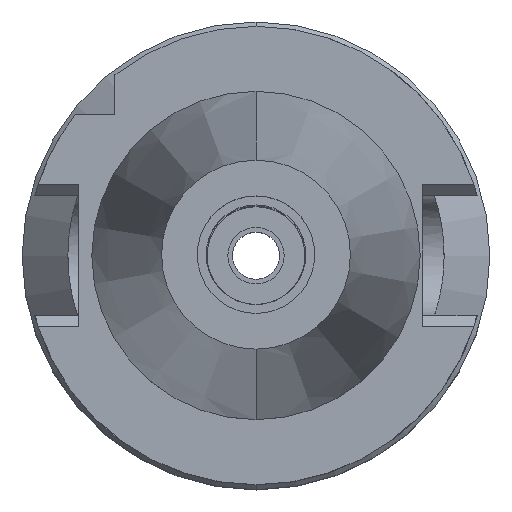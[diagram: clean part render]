
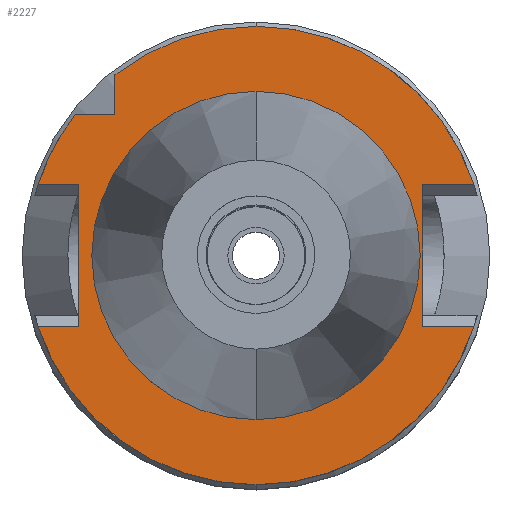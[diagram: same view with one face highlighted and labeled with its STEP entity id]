
A CAD part, top view. The second image highlights one B-rep face of the part: STEP entity #2227.
In plain terms, the highlighted planar face has unit normal (0, 0, 1).
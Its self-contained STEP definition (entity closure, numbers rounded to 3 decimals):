
#108=DIRECTION('',(-1.,0.,0.));
#109=VECTOR('',#108,8.669);
#110=CARTESIAN_POINT('',(-37.7,15.05,-1.5));
#111=LINE('',#110,#109);
#115=CARTESIAN_POINT('',(0.,0.,-1.5));
#116=DIRECTION('',(0.,0.,-1.));
#117=DIRECTION('',(-0.951,0.309,0.));
#118=AXIS2_PLACEMENT_3D('',#115,#116,#117);
#123=DIRECTION('',(0.,1.,0.));
#124=VECTOR('',#123,8.426);
#125=CARTESIAN_POINT('',(-30.,30.,-1.5));
#126=LINE('',#125,#124);
#130=CARTESIAN_POINT('',(0.,0.,-1.5));
#131=DIRECTION('',(0.,0.,-1.));
#132=DIRECTION('',(-0.615,0.788,0.));
#133=AXIS2_PLACEMENT_3D('',#130,#131,#132);
#138=CARTESIAN_POINT('',(0.,0.,-1.5));
#139=DIRECTION('',(0.,0.,-1.));
#140=DIRECTION('',(0.,1.,0.));
#141=AXIS2_PLACEMENT_3D('',#138,#139,#140);
#146=DIRECTION('',(0.,-1.,0.));
#147=VECTOR('',#146,30.1);
#148=CARTESIAN_POINT('',(35.5,15.05,-1.5));
#149=LINE('',#148,#147);
#153=DIRECTION('',(1.,0.,0.));
#154=VECTOR('',#153,10.869);
#155=CARTESIAN_POINT('',(35.5,-15.05,-1.5));
#156=LINE('',#155,#154);
#160=CARTESIAN_POINT('',(0.,0.,-1.5));
#161=DIRECTION('',(0.,0.,-1.));
#162=DIRECTION('',(0.951,-0.309,0.));
#163=AXIS2_PLACEMENT_3D('',#160,#161,#162);
#168=CARTESIAN_POINT('',(0.,0.,-1.5));
#169=DIRECTION('',(0.,0.,-1.));
#170=DIRECTION('',(0.,-1.,0.));
#171=AXIS2_PLACEMENT_3D('',#168,#169,#170);
#176=CARTESIAN_POINT('',(0.,0.,-1.5));
#177=DIRECTION('',(0.,0.,1.));
#178=DIRECTION('',(0.,-1.,0.));
#179=AXIS2_PLACEMENT_3D('',#176,#177,#178);
#184=CARTESIAN_POINT('',(0.,0.,-1.5));
#185=DIRECTION('',(0.,0.,1.));
#186=DIRECTION('',(0.,1.,0.));
#187=AXIS2_PLACEMENT_3D('',#184,#185,#186);
#192=DIRECTION('',(0.,-1.,0.));
#193=VECTOR('',#192,30.1);
#194=CARTESIAN_POINT('',(-37.7,15.05,-1.5));
#195=LINE('',#194,#193);
#244=DIRECTION('',(-1.,0.,0.));
#245=VECTOR('',#244,8.669);
#246=CARTESIAN_POINT('',(-37.7,-15.05,-1.5));
#247=LINE('',#246,#245);
#758=DIRECTION('',(1.,0.,0.));
#759=VECTOR('',#758,10.869);
#760=CARTESIAN_POINT('',(35.5,15.05,-1.5));
#761=LINE('',#760,#759);
#993=DIRECTION('',(-1.,0.,0.));
#994=VECTOR('',#993,8.426);
#995=CARTESIAN_POINT('',(-30.,30.,-1.5));
#996=LINE('',#995,#994);
#1801=CARTESIAN_POINT('',(0.,34.925,-1.5));
#1802=VERTEX_POINT('',#1801);
#1803=CARTESIAN_POINT('',(0.,-34.925,-1.5));
#1804=VERTEX_POINT('',#1803);
#1805=CARTESIAN_POINT('',(-37.7,15.05,-1.5));
#1806=CARTESIAN_POINT('',(-37.7,-15.05,-1.5));
#1807=VERTEX_POINT('',#1805);
#1808=VERTEX_POINT('',#1806);
#1809=CARTESIAN_POINT('',(-46.369,15.05,-1.5));
#1810=VERTEX_POINT('',#1809);
#1811=CARTESIAN_POINT('',(-38.426,30.,-1.5));
#1812=VERTEX_POINT('',#1811);
#1813=CARTESIAN_POINT('',(-30.,30.,-1.5));
#1814=VERTEX_POINT('',#1813);
#1815=CARTESIAN_POINT('',(-30.,38.426,-1.5));
#1816=VERTEX_POINT('',#1815);
#1817=CARTESIAN_POINT('',(0.,48.75,-1.5));
#1818=CARTESIAN_POINT('',(46.369,15.05,-1.5));
#1819=VERTEX_POINT('',#1817);
#1820=VERTEX_POINT('',#1818);
#1821=CARTESIAN_POINT('',(35.5,15.05,-1.5));
#1822=VERTEX_POINT('',#1821);
#1823=CARTESIAN_POINT('',(35.5,-15.05,-1.5));
#1824=VERTEX_POINT('',#1823);
#1825=CARTESIAN_POINT('',(46.369,-15.05,-1.5));
#1826=VERTEX_POINT('',#1825);
#1827=CARTESIAN_POINT('',(0.,-48.75,-1.5));
#1828=CARTESIAN_POINT('',(-46.369,-15.05,-1.5));
#1829=VERTEX_POINT('',#1827);
#1830=VERTEX_POINT('',#1828);
#2190=CARTESIAN_POINT('',(0.,0.,-1.5));
#2191=DIRECTION('',(0.,0.,1.));
#2192=DIRECTION('',(0.,1.,0.));
#2193=AXIS2_PLACEMENT_3D('',#2190,#2191,#2192);
#2194=PLANE('',#2193);
#2196=ORIENTED_EDGE('',*,*,#2195,.F.);
#2198=ORIENTED_EDGE('',*,*,#2197,.T.);
#2200=ORIENTED_EDGE('',*,*,#2199,.T.);
#2202=ORIENTED_EDGE('',*,*,#2201,.F.);
#2204=ORIENTED_EDGE('',*,*,#2203,.T.);
#2206=ORIENTED_EDGE('',*,*,#2205,.T.);
#2208=ORIENTED_EDGE('',*,*,#2207,.T.);
#2210=ORIENTED_EDGE('',*,*,#2209,.F.);
#2212=ORIENTED_EDGE('',*,*,#2211,.T.);
#2214=ORIENTED_EDGE('',*,*,#2213,.T.);
#2216=ORIENTED_EDGE('',*,*,#2215,.T.);
#2218=ORIENTED_EDGE('',*,*,#2217,.T.);
#2220=ORIENTED_EDGE('',*,*,#2219,.F.);
#2221=EDGE_LOOP('',(#2196,#2198,#2200,#2202,#2204,#2206,#2208,#2210,#2212,#2214,
#2216,#2218,#2220));
#2222=FACE_OUTER_BOUND('',#2221,.F.);
#2223=ORIENTED_EDGE('',*,*,#2169,.T.);
#2224=ORIENTED_EDGE('',*,*,#2185,.T.);
#2225=EDGE_LOOP('',(#2223,#2224));
#2226=FACE_BOUND('',#2225,.F.);
#119=CIRCLE('',#118,48.75);
#134=CIRCLE('',#133,48.75);
#142=CIRCLE('',#141,48.75);
#164=CIRCLE('',#163,48.75);
#172=CIRCLE('',#171,48.75);
#180=CIRCLE('',#179,34.925);
#188=CIRCLE('',#187,34.925);
#2169=EDGE_CURVE('',#1804,#1802,#180,.T.);
#2185=EDGE_CURVE('',#1802,#1804,#188,.T.);
#2195=EDGE_CURVE('',#1807,#1808,#195,.T.);
#2197=EDGE_CURVE('',#1807,#1810,#111,.T.);
#2199=EDGE_CURVE('',#1810,#1812,#119,.T.);
#2201=EDGE_CURVE('',#1814,#1812,#996,.T.);
#2203=EDGE_CURVE('',#1814,#1816,#126,.T.);
#2205=EDGE_CURVE('',#1816,#1819,#134,.T.);
#2207=EDGE_CURVE('',#1819,#1820,#142,.T.);
#2209=EDGE_CURVE('',#1822,#1820,#761,.T.);
#2211=EDGE_CURVE('',#1822,#1824,#149,.T.);
#2213=EDGE_CURVE('',#1824,#1826,#156,.T.);
#2215=EDGE_CURVE('',#1826,#1829,#164,.T.);
#2217=EDGE_CURVE('',#1829,#1830,#172,.T.);
#2219=EDGE_CURVE('',#1808,#1830,#247,.T.);
#2227=ADVANCED_FACE('',(#2222,#2226),#2194,.T.);
